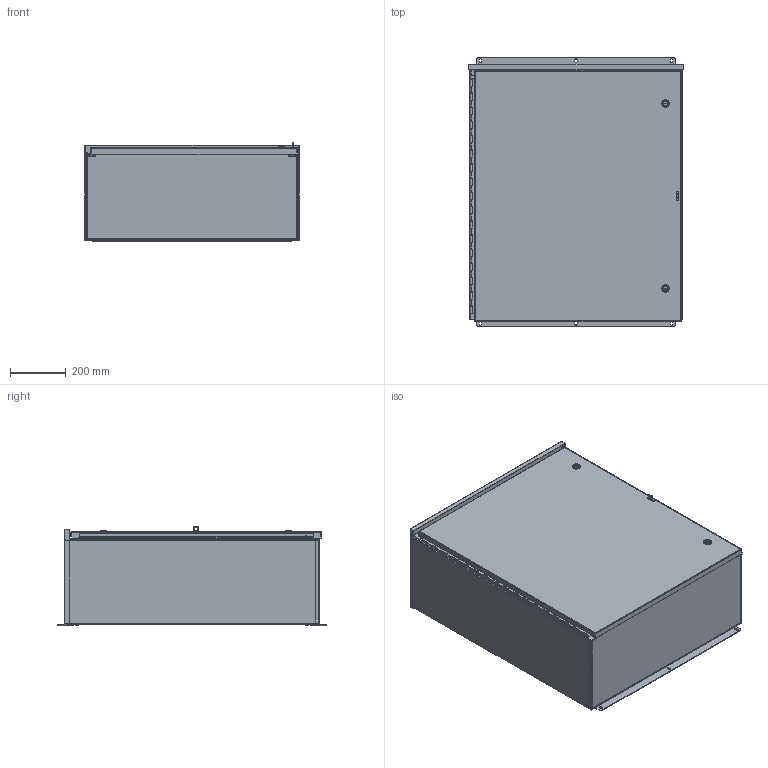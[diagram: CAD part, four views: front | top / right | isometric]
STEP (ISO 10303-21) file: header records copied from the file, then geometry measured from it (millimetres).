
FILE_DESCRIPTION(/* description */ ('RHC, BLR, MEDIUM, CS, 36X30X12'),/* implementation_level */ '2;1');
FILE_NAME(/* name */ 'RHC363012.stp',/* time_stamp */ '2017-02-20T19:50:07+05:00',/* author */ ('bjayachandran'),/* organization */ (''),/* preprocessor_version */ 'ST-DEVELOPER v16.1',/* originating_system */ 'Autodesk Inventor 2016',/* authorisation */ '');
FILE_SCHEMA (('AUTOMOTIVE_DESIGN { 1 0 10303 214 3 1 1 }'));
Length unit declared in the file: inch
Products named in the file (25): RHC363012BLR; RHC30TOP; RHC3012BTM; RHC3630LID; RHC3012CAP; 328107T; 328107L; 328107P-1; 328107; 34887; 3889; HFW384001; HFW369107; 1000-101-GPF_GPD; 1000-02; 1000-u45_asm; 1000-318; 1000-03; 1000-277-01; 1000-u142_asm; 1000-23; 1000-14_prt; HFW351146; HFW351146_1; RHC-assm
Assembly tree (34 placements, depth 4):
  RHC-assm
    RHC363012BLR
    RHC30TOP
    RHC3012BTM
    RHC3630LID
    RHC3012CAP
    328107
      328107T
      328107L
      328107P-1
    34887  x2
    3889  x6
    HFW384001
    HFW369107
    HFW351146
      1000-u45_asm
        1000-101-GPF_GPD
        1000-02
      1000-u142_asm
        1000-318
        1000-03
        1000-277-01
      1000-23
      1000-14_prt
    HFW351146_1
      1000-u45_asm
        1000-101-GPF_GPD
        1000-02
      1000-u142_asm
        1000-318
        1000-03
        1000-277-01
      1000-23
      1000-14_prt
Bounding box: 767.35 x 965.2 x 355.9 mm (x, y, z)
Volume: 5528350.9 mm3; surface area: 5783328.3 mm2
Topology: 32 solids, 32 shells, 1492 faces, 3698 edges, 2316 vertices
Faces by surface type: plane 858, cylinder 482, bspline 75, torus 35, cone 33, sphere 9
Full cylindrical faces by diameter (mm): 2.921 x2, 3.048 x13, 3.175 x1, 4.762 x1, 5 x2, 5.029 x1, 5.105 x1, 6 x2, 8.382 x12, 9.9 x2, 10 x2, 10.2 x2, 11.05 x2, 11.112 x1, 12.8 x2, 13.5 x2, 15.2 x2, 15.8 x2, 15.875 x6, 16.1 x2, 19.8 x2, 23 x2, 27 x2, 28 x2
Entity records: 35055 total; most frequent: CARTESIAN_POINT 8746, DIRECTION 5208, ORIENTED_EDGE 5092, EDGE_CURVE 2546, AXIS2_PLACEMENT_3D 1739, LINE 1730, VECTOR 1730, VERTEX_POINT 1622
